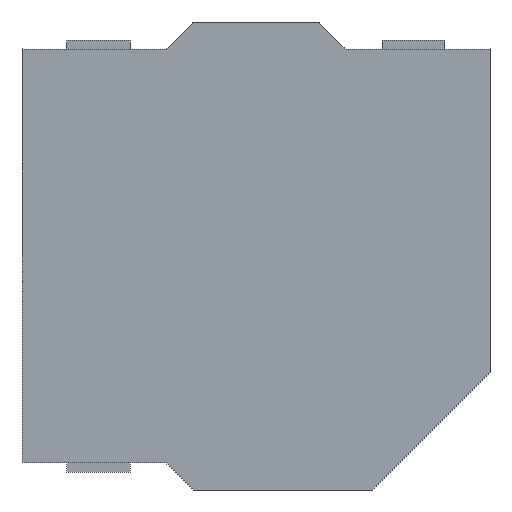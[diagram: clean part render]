
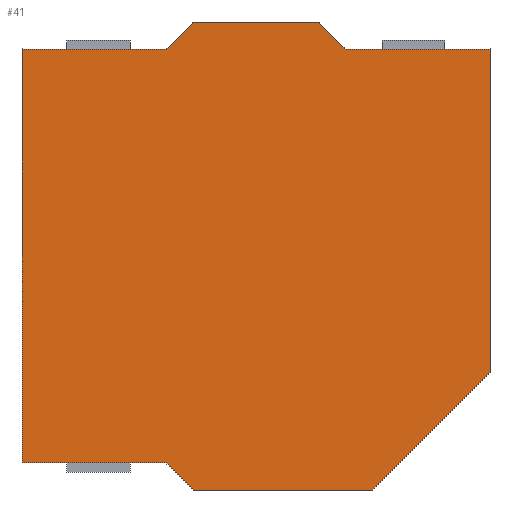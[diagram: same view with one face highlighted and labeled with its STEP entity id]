
A CAD part, front view. The second image highlights one B-rep face of the part: STEP entity #41.
In plain terms, the highlighted planar face has unit normal (0, -1, 0).
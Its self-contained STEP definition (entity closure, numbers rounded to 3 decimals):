
#41=ADVANCED_FACE('',(#113),#77,.F.);
#77=PLANE('',#747);
#113=FACE_OUTER_BOUND('',#148,.T.);
#148=EDGE_LOOP('',(#200,#201,#202,#203,#204,#205,#206,#207,#208,#209,#210));
#200=ORIENTED_EDGE('',*,*,#456,.F.);
#201=ORIENTED_EDGE('',*,*,#457,.F.);
#202=ORIENTED_EDGE('',*,*,#458,.F.);
#203=ORIENTED_EDGE('',*,*,#459,.F.);
#204=ORIENTED_EDGE('',*,*,#460,.F.);
#205=ORIENTED_EDGE('',*,*,#461,.F.);
#206=ORIENTED_EDGE('',*,*,#462,.T.);
#207=ORIENTED_EDGE('',*,*,#463,.F.);
#208=ORIENTED_EDGE('',*,*,#464,.F.);
#209=ORIENTED_EDGE('',*,*,#465,.F.);
#210=ORIENTED_EDGE('',*,*,#466,.F.);
#386=VERTEX_POINT('',#978);
#387=VERTEX_POINT('',#979);
#388=VERTEX_POINT('',#981);
#389=VERTEX_POINT('',#983);
#390=VERTEX_POINT('',#985);
#391=VERTEX_POINT('',#987);
#392=VERTEX_POINT('',#989);
#393=VERTEX_POINT('',#991);
#394=VERTEX_POINT('',#993);
#395=VERTEX_POINT('',#995);
#396=VERTEX_POINT('',#997);
#456=EDGE_CURVE('',#386,#387,#555,.T.);
#457=EDGE_CURVE('',#388,#386,#556,.T.);
#458=EDGE_CURVE('',#389,#388,#557,.T.);
#459=EDGE_CURVE('',#390,#389,#558,.T.);
#460=EDGE_CURVE('',#391,#390,#559,.T.);
#461=EDGE_CURVE('',#392,#391,#560,.T.);
#462=EDGE_CURVE('',#392,#393,#561,.T.);
#463=EDGE_CURVE('',#394,#393,#562,.T.);
#464=EDGE_CURVE('',#395,#394,#563,.T.);
#465=EDGE_CURVE('',#396,#395,#564,.T.);
#466=EDGE_CURVE('',#387,#396,#565,.T.);
#555=LINE('',#977,#654);
#556=LINE('',#980,#655);
#557=LINE('',#982,#656);
#558=LINE('',#984,#657);
#559=LINE('',#986,#658);
#560=LINE('',#988,#659);
#561=LINE('',#990,#660);
#562=LINE('',#992,#661);
#563=LINE('',#994,#662);
#564=LINE('',#996,#663);
#565=LINE('',#998,#664);
#654=VECTOR('',#802,1.);
#655=VECTOR('',#803,1.);
#656=VECTOR('',#804,1.);
#657=VECTOR('',#805,1.);
#658=VECTOR('',#806,1.);
#659=VECTOR('',#807,1.);
#660=VECTOR('',#808,1.);
#661=VECTOR('',#809,1.);
#662=VECTOR('',#810,1.);
#663=VECTOR('',#811,1.);
#664=VECTOR('',#812,1.);
#747=AXIS2_PLACEMENT_3D('',#999,#813,#814);
#802=DIRECTION('',(0.707,0.,0.707));
#803=DIRECTION('',(1.,0.,0.));
#804=DIRECTION('',(0.,0.,1.));
#805=DIRECTION('',(-1.,0.,0.));
#806=DIRECTION('',(-0.707,0.,0.707));
#807=DIRECTION('',(-1.,0.,0.));
#808=DIRECTION('',(0.707,0.,0.707));
#809=DIRECTION('',(0.,0.,-1.));
#810=DIRECTION('',(1.,0.,0.));
#811=DIRECTION('',(0.707,0.,-0.707));
#812=DIRECTION('',(1.,0.,0.));
#813=DIRECTION('',(0.,1.,0.));
#814=DIRECTION('',(0.,0.,-1.));
#977=CARTESIAN_POINT('',(-1.,0.,2.3));
#978=CARTESIAN_POINT('',(-1.,0.,2.3));
#979=CARTESIAN_POINT('',(-0.7,0.,2.6));
#980=CARTESIAN_POINT('',(-2.6,0.,2.3));
#981=CARTESIAN_POINT('',(-2.6,0.,2.3));
#982=CARTESIAN_POINT('',(-2.6,0.,-2.3));
#983=CARTESIAN_POINT('',(-2.6,0.,-2.3));
#984=CARTESIAN_POINT('',(-2.6,0.,-2.3));
#985=CARTESIAN_POINT('',(-1.,0.,-2.3));
#986=CARTESIAN_POINT('',(-1.,0.,-2.3));
#987=CARTESIAN_POINT('',(-0.7,0.,-2.6));
#988=CARTESIAN_POINT('',(-0.7,0.,-2.6));
#989=CARTESIAN_POINT('',(1.3,0.,-2.6));
#990=CARTESIAN_POINT('',(1.3,0.,-2.6));
#991=CARTESIAN_POINT('',(2.6,0.,-1.3));
#992=CARTESIAN_POINT('',(2.6,0.,-2.6));
#993=CARTESIAN_POINT('',(2.6,0.,2.3));
#994=CARTESIAN_POINT('',(1.,0.,2.3));
#995=CARTESIAN_POINT('',(1.,0.,2.3));
#996=CARTESIAN_POINT('',(1.,0.,2.3));
#997=CARTESIAN_POINT('',(0.7,0.,2.6));
#998=CARTESIAN_POINT('',(-0.7,0.,2.6));
#999=CARTESIAN_POINT('',(0.,0.,0.));
